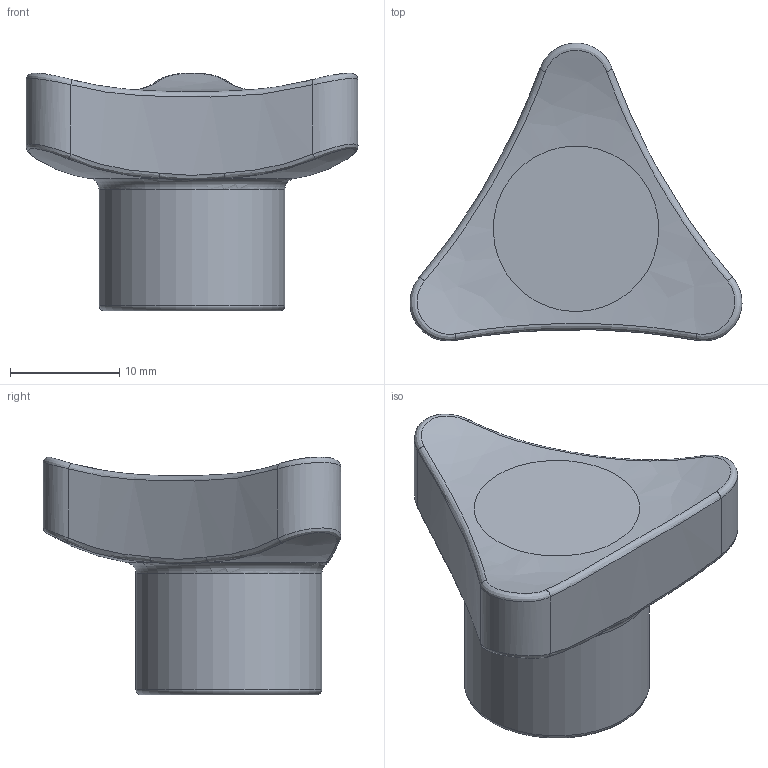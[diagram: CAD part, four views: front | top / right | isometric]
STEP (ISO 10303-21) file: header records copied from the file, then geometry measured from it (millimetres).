
FILE_DESCRIPTION( ( 'Unknown' ), '1' );
FILE_NAME( '6111015_3P34_B_M08.stp', 'Unknown', ( 'Unknown' ), ( 'Unknown' ), 'PSStep 11.0', 'Unknown', ' ' );
FILE_SCHEMA( ( 'AUTOMOTIVE_DESIGN { 1 0 10303 214 1 1 1 1 }' ) );
Length unit declared in the file: millimetre
Products named in the file (1): 6111015
Bounding box: 30.38 x 27.25 x 21.77 mm (x, y, z)
Volume: 6081.3 mm3; surface area: 2435.4 mm2
Topology: 1 solids, 1 shells, 37 faces, 84 edges, 49 vertices
Faces by surface type: bspline 22, cylinder 9, plane 2, cone 2, torus 2
Full cylindrical faces by diameter (mm): 6.647 x2, 17 x1
Entity records: 5197 total; most frequent: CARTESIAN_POINT 4261, ORIENTED_EDGE 142, DIRECTION 96, EDGE_CURVE 71, AXIS2_PLACEMENT_3D 45, EDGE_LOOP 45, VERTEX_POINT 45, FACE_OUTER_BOUND 43
